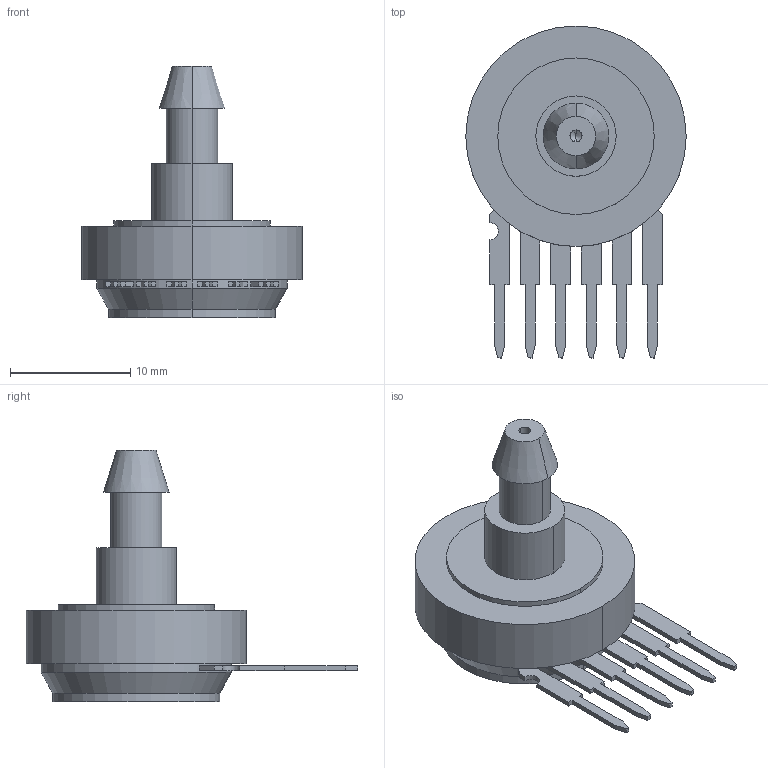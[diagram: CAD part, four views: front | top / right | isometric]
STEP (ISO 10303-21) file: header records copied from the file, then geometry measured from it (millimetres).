
FILE_DESCRIPTION (( 'STEP AP203' ), '1' );
FILE_NAME ('UNIBODY_STOVEPIPE.STEP', '2011-02-20T15:51:50', ( 'no name' ), ( 'no organization' ), 'SwSTEP 2.0', 'SolidWorks 2008', '' );
FILE_SCHEMA (( 'CONFIG_CONTROL_DESIGN' ));
Length unit declared in the file: millimetre
Products named in the file (1): UNIBODY_STOVEPIPE
Bounding box: 18.32 x 27.58 x 20.91 mm (x, y, z)
Volume: 2090.4 mm3; surface area: 1403.4 mm2
Topology: 7 solids, 7 shells, 105 faces, 252 edges, 165 vertices
Faces by surface type: plane 78, cylinder 21, cone 6
Entity records: 3075 total; most frequent: CARTESIAN_POINT 521, DIRECTION 508, ORIENTED_EDGE 500, EDGE_CURVE 250, VECTOR 204, LINE 204, VERTEX_POINT 165, AXIS2_PLACEMENT_3D 152
